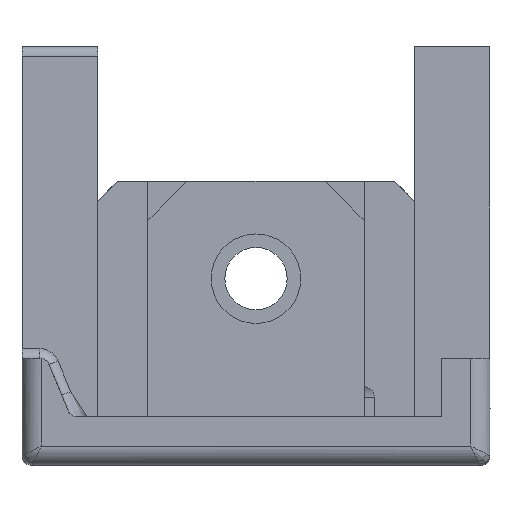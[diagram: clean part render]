
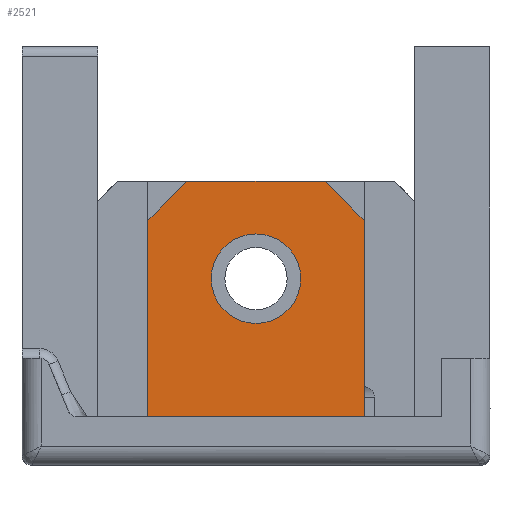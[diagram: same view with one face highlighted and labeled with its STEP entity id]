
A CAD part, front view. The second image highlights one B-rep face of the part: STEP entity #2521.
In plain terms, the highlighted planar face has unit normal (0, -1, 0).
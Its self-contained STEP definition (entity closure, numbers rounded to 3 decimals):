
#49=FACE_BOUND('',#416,.T.);
#96=PLANE('',#2729);
#145=CIRCLE('',#2642,2.5);
#178=CIRCLE('',#2730,2.3);
#276=FACE_OUTER_BOUND('',#415,.T.);
#415=EDGE_LOOP('',(#2097,#2098,#2099,#2100,#2101,#2102,#2103,#2104,#2105,
#2106,#2107,#2108));
#416=EDGE_LOOP('',(#2109));
#525=LINE('',#3621,#792);
#533=LINE('',#3637,#800);
#587=LINE('',#3768,#854);
#669=LINE('',#4090,#936);
#672=LINE('',#4097,#939);
#674=LINE('',#4101,#941);
#708=LINE('',#4278,#975);
#709=LINE('',#4281,#976);
#710=LINE('',#4283,#977);
#711=LINE('',#4284,#978);
#712=LINE('',#4285,#979);
#792=VECTOR('',#2888,10.);
#800=VECTOR('',#2896,10.);
#854=VECTOR('',#2984,10.);
#936=VECTOR('',#3166,10.);
#939=VECTOR('',#3173,10.);
#941=VECTOR('',#3177,10.);
#975=VECTOR('',#3301,10.);
#976=VECTOR('',#3304,10.);
#977=VECTOR('',#3305,10.);
#978=VECTOR('',#3306,10.);
#979=VECTOR('',#3307,10.);
#1063=VERTEX_POINT('',#3618);
#1064=VERTEX_POINT('',#3620);
#1071=VERTEX_POINT('',#3634);
#1072=VERTEX_POINT('',#3636);
#1121=VERTEX_POINT('',#3765);
#1122=VERTEX_POINT('',#3767);
#1203=VERTEX_POINT('',#4088);
#1205=VERTEX_POINT('',#4096);
#1206=VERTEX_POINT('',#4100);
#1236=VERTEX_POINT('',#4276);
#1237=VERTEX_POINT('',#4280);
#1238=VERTEX_POINT('',#4282);
#1239=VERTEX_POINT('',#4286);
#1312=EDGE_CURVE('',#1063,#1064,#525,.T.);
#1320=EDGE_CURVE('',#1071,#1072,#533,.T.);
#1381=EDGE_CURVE('',#1122,#1121,#587,.T.);
#1404=EDGE_CURVE('',#1063,#1072,#145,.T.);
#1493=EDGE_CURVE('',#1203,#1071,#669,.T.);
#1496=EDGE_CURVE('',#1064,#1205,#672,.T.);
#1498=EDGE_CURVE('',#1205,#1206,#674,.T.);
#1556=EDGE_CURVE('',#1236,#1121,#708,.T.);
#1557=EDGE_CURVE('',#1237,#1236,#709,.T.);
#1558=EDGE_CURVE('',#1238,#1237,#710,.T.);
#1559=EDGE_CURVE('',#1206,#1238,#711,.T.);
#1560=EDGE_CURVE('',#1122,#1203,#712,.T.);
#1561=EDGE_CURVE('',#1239,#1239,#178,.T.);
#2097=ORIENTED_EDGE('',*,*,#1556,.F.);
#2098=ORIENTED_EDGE('',*,*,#1557,.F.);
#2099=ORIENTED_EDGE('',*,*,#1558,.F.);
#2100=ORIENTED_EDGE('',*,*,#1559,.F.);
#2101=ORIENTED_EDGE('',*,*,#1498,.F.);
#2102=ORIENTED_EDGE('',*,*,#1496,.F.);
#2103=ORIENTED_EDGE('',*,*,#1312,.F.);
#2104=ORIENTED_EDGE('',*,*,#1404,.T.);
#2105=ORIENTED_EDGE('',*,*,#1320,.F.);
#2106=ORIENTED_EDGE('',*,*,#1493,.F.);
#2107=ORIENTED_EDGE('',*,*,#1560,.F.);
#2108=ORIENTED_EDGE('',*,*,#1381,.T.);
#2109=ORIENTED_EDGE('',*,*,#1561,.T.);
#2521=ADVANCED_FACE('',(#276,#49),#96,.T.);
#2642=AXIS2_PLACEMENT_3D('',#3810,#3023,#3024);
#2729=AXIS2_PLACEMENT_3D('',#4279,#3302,#3303);
#2730=AXIS2_PLACEMENT_3D('',#4287,#3308,#3309);
#2888=DIRECTION('',(-1.,0.,0.));
#2896=DIRECTION('',(-1.,0.,0.));
#2984=DIRECTION('',(0.,0.,1.));
#3023=DIRECTION('center_axis',(0.,1.,0.));
#3024=DIRECTION('ref_axis',(-1.,0.,0.));
#3166=DIRECTION('',(0.,0.,-1.));
#3173=DIRECTION('',(0.,0.,1.));
#3177=DIRECTION('',(-1.,0.,0.));
#3301=DIRECTION('',(0.707,0.,-0.707));
#3302=DIRECTION('center_axis',(0.,-1.,0.));
#3303=DIRECTION('ref_axis',(1.,0.,0.));
#3304=DIRECTION('',(1.,0.,0.));
#3305=DIRECTION('',(0.707,0.,0.707));
#3306=DIRECTION('',(0.,0.,1.));
#3307=DIRECTION('',(-1.,0.,0.));
#3308=DIRECTION('center_axis',(0.,1.,0.));
#3309=DIRECTION('ref_axis',(-1.,0.,0.));
#3618=CARTESIAN_POINT('',(-2.133,27.43,-35.436));
#3620=CARTESIAN_POINT('',(-2.142,27.43,-35.436));
#3621=CARTESIAN_POINT('',(-5.196,27.43,-35.436));
#3634=CARTESIAN_POINT('',(2.858,27.43,-35.436));
#3636=CARTESIAN_POINT('',(2.849,27.43,-35.436));
#3637=CARTESIAN_POINT('',(-5.196,27.43,-35.436));
#3765=CARTESIAN_POINT('',(5.912,27.43,-22.836));
#3767=CARTESIAN_POINT('',(5.912,27.43,-33.436));
#3768=CARTESIAN_POINT('',(5.912,27.43,-32.936));
#3810=CARTESIAN_POINT('Origin',(0.358,27.43,-35.643));
#4088=CARTESIAN_POINT('',(2.858,27.43,-33.436));
#4090=CARTESIAN_POINT('',(2.858,27.43,-34.186));
#4096=CARTESIAN_POINT('',(-2.142,27.43,-33.436));
#4097=CARTESIAN_POINT('',(-2.142,27.43,-34.186));
#4100=CARTESIAN_POINT('',(-5.196,27.43,-33.436));
#4101=CARTESIAN_POINT('',(8.578,27.43,-33.436));
#4276=CARTESIAN_POINT('',(3.912,27.43,-20.836));
#4278=CARTESIAN_POINT('',(5.16,27.43,-22.084));
#4279=CARTESIAN_POINT('Origin',(-5.196,27.43,-32.936));
#4280=CARTESIAN_POINT('',(-3.196,27.43,-20.836));
#4281=CARTESIAN_POINT('',(-5.196,27.43,-20.836));
#4282=CARTESIAN_POINT('',(-5.196,27.43,-22.836));
#4283=CARTESIAN_POINT('',(-7.221,27.43,-24.861));
#4284=CARTESIAN_POINT('',(-5.196,27.43,-32.936));
#4285=CARTESIAN_POINT('',(8.578,27.43,-33.436));
#4286=CARTESIAN_POINT('',(2.658,27.43,-25.836));
#4287=CARTESIAN_POINT('Origin',(0.358,27.43,-25.836));
